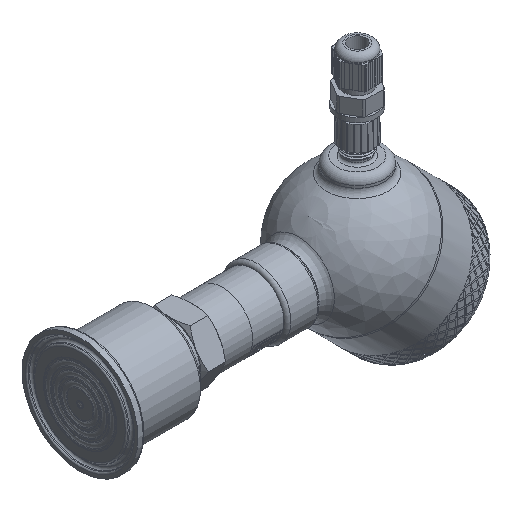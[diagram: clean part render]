
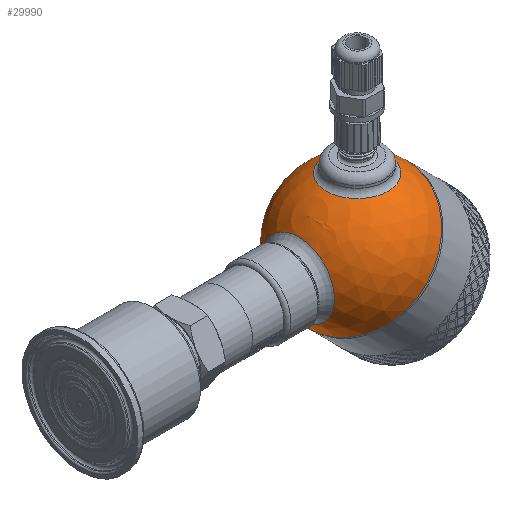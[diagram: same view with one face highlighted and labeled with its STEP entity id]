
A CAD part, isometric view. The second image highlights one B-rep face of the part: STEP entity #29990.
In plain terms, the highlighted spherical face has radius 30 mm.
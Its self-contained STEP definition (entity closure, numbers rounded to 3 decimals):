
#69=SPHERICAL_SURFACE('',#31365,30.);
#358=FACE_BOUND('',#5486,.T.);
#359=FACE_BOUND('',#5487,.T.);
#3424=FACE_OUTER_BOUND('',#5485,.T.);
#5485=EDGE_LOOP('',(#26711,#26712,#26713,#26714));
#5486=EDGE_LOOP('',(#26715));
#5487=EDGE_LOOP('',(#26716));
#6182=CIRCLE('',#31362,15.643);
#6185=CIRCLE('',#31366,30.);
#6186=CIRCLE('',#31367,30.);
#6187=CIRCLE('',#31368,30.);
#6188=CIRCLE('',#31369,13.5);
#13971=VERTEX_POINT('',#74967);
#13973=VERTEX_POINT('',#74973);
#13974=VERTEX_POINT('',#74974);
#13975=VERTEX_POINT('',#74976);
#13976=VERTEX_POINT('',#74979);
#18291=EDGE_CURVE('',#13971,#13971,#6182,.T.);
#18294=EDGE_CURVE('',#13973,#13974,#6185,.T.);
#18295=EDGE_CURVE('',#13973,#13975,#6186,.T.);
#18296=EDGE_CURVE('',#13974,#13973,#6187,.T.);
#18297=EDGE_CURVE('',#13976,#13976,#6188,.T.);
#26711=ORIENTED_EDGE('',*,*,#18294,.F.);
#26712=ORIENTED_EDGE('',*,*,#18295,.T.);
#26713=ORIENTED_EDGE('',*,*,#18295,.F.);
#26714=ORIENTED_EDGE('',*,*,#18296,.F.);
#26715=ORIENTED_EDGE('',*,*,#18291,.F.);
#26716=ORIENTED_EDGE('',*,*,#18297,.F.);
#29990=ADVANCED_FACE('',(#3424,#358,#359),#69,.T.);
#31362=AXIS2_PLACEMENT_3D('',#74968,#34636,#34637);
#31365=AXIS2_PLACEMENT_3D('',#74972,#34642,#34643);
#31366=AXIS2_PLACEMENT_3D('',#74975,#34644,#34645);
#31367=AXIS2_PLACEMENT_3D('',#74977,#34646,#34647);
#31368=AXIS2_PLACEMENT_3D('',#74978,#34648,#34649);
#31369=AXIS2_PLACEMENT_3D('',#74980,#34650,#34651);
#34636=DIRECTION('center_axis',(-0.707,0.,0.707));
#34637=DIRECTION('ref_axis',(0.707,0.,0.707));
#34642=DIRECTION('center_axis',(1.,0.,0.));
#34643=DIRECTION('ref_axis',(0.,-1.,0.));
#34644=DIRECTION('center_axis',(1.,0.,0.));
#34645=DIRECTION('ref_axis',(0.,1.,0.));
#34646=DIRECTION('center_axis',(0.,0.,1.));
#34647=DIRECTION('ref_axis',(0.,1.,0.));
#34648=DIRECTION('center_axis',(1.,0.,0.));
#34649=DIRECTION('ref_axis',(0.,1.,0.));
#34650=DIRECTION('center_axis',(-0.707,0.,-0.707));
#34651=DIRECTION('ref_axis',(-0.707,0.,0.707));
#74967=CARTESIAN_POINT('',(-29.162,0.,7.04));
#74968=CARTESIAN_POINT('Origin',(-18.101,0.,18.101));
#74972=CARTESIAN_POINT('Origin',(0.,0.,0.));
#74973=CARTESIAN_POINT('',(0.,30.,0.));
#74974=CARTESIAN_POINT('',(0.,-30.,0.));
#74975=CARTESIAN_POINT('Origin',(0.,0.,0.));
#74976=CARTESIAN_POINT('',(-30.,0.,0.));
#74977=CARTESIAN_POINT('Origin',(0.,0.,0.));
#74978=CARTESIAN_POINT('Origin',(0.,0.,0.));
#74979=CARTESIAN_POINT('',(-9.398,0.,-28.49));
#74980=CARTESIAN_POINT('Origin',(-18.944,0.,-18.944));
